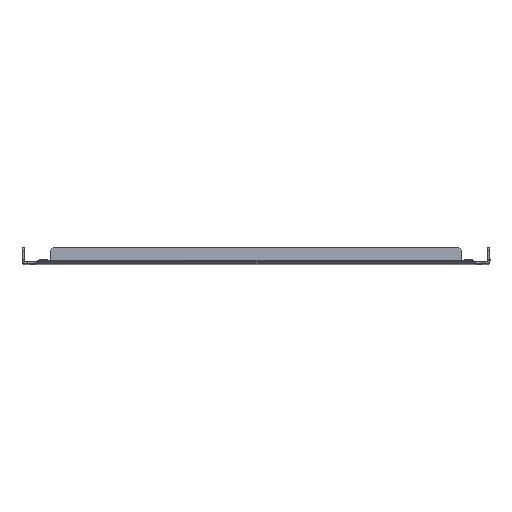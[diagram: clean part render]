
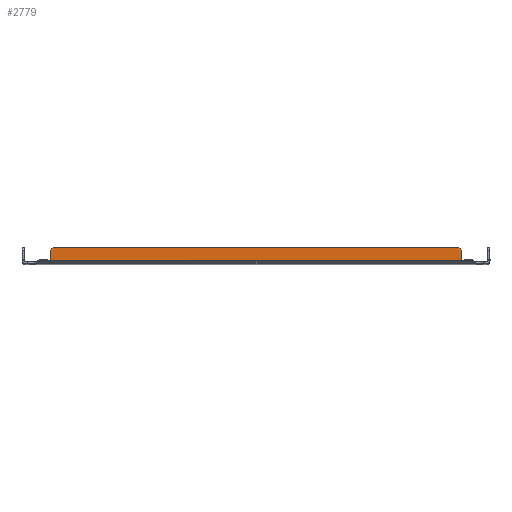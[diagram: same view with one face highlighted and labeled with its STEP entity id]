
A CAD part, top view. The second image highlights one B-rep face of the part: STEP entity #2779.
In plain terms, the highlighted planar face has unit normal (0, 0, 1).
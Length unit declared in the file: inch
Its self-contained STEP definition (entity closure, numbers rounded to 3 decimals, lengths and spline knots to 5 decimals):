
#83 = CARTESIAN_POINT ( 'NONE',  ( 9.74, 0.171, 17.085 ) ) ;
#124 = LINE ( 'NONE', #5751, #7620 ) ;
#173 = LINE ( 'NONE', #5745, #4060 ) ;
#289 = EDGE_CURVE ( 'NONE', #4748, #5303, #4102, .T. ) ;
#449 = CARTESIAN_POINT ( 'NONE',  ( -9.74, 0.171, 17.085 ) ) ;
#564 = PLANE ( 'NONE',  #2502 ) ;
#821 = VERTEX_POINT ( 'NONE', #1607 ) ;
#877 = EDGE_CURVE ( 'NONE', #4941, #6012, #173, .T. ) ;
#878 = VECTOR ( 'NONE', #6196, 39.37008 ) ;
#939 = CARTESIAN_POINT ( 'NONE',  ( 9.74656, 0.143, 17.085 ) ) ;
#1015 = LINE ( 'NONE', #3294, #1571 ) ;
#1117 = DIRECTION ( 'NONE',  ( 0., 1., 0. ) ) ;
#1124 = AXIS2_PLACEMENT_3D ( 'NONE', #3228, #4357, #3823 ) ;
#1183 = DIRECTION ( 'NONE',  ( -0.707, 0.707, 0. ) ) ;
#1414 = VECTOR ( 'NONE', #1183, 39.37008 ) ;
#1571 = VECTOR ( 'NONE', #2157, 39.37008 ) ;
#1607 = CARTESIAN_POINT ( 'NONE',  ( -9.74656, 0.143, 17.085 ) ) ;
#1644 = DIRECTION ( 'NONE',  ( 0., 0., -1. ) ) ;
#1926 = VERTEX_POINT ( 'NONE', #939 ) ;
#2157 = DIRECTION ( 'NONE',  ( -1., 0., 0. ) ) ;
#2231 = ORIENTED_EDGE ( 'NONE', *, *, #877, .T. ) ;
#2341 = DIRECTION ( 'NONE',  ( -0.707, -0.707, 0. ) ) ;
#2502 = AXIS2_PLACEMENT_3D ( 'NONE', #3116, #7260, #7290 ) ;
#2619 = CARTESIAN_POINT ( 'NONE',  ( -9.74, 0.625, 17.085 ) ) ;
#2730 = LINE ( 'NONE', #6760, #878 ) ;
#2779 = ADVANCED_FACE ( 'NONE', ( #5740 ), #564, .F. ) ;
#2900 = EDGE_CURVE ( 'NONE', #5303, #4941, #1015, .T. ) ;
#3116 = CARTESIAN_POINT ( 'NONE',  ( -11.664, 0.75, 17.085 ) ) ;
#3188 = ORIENTED_EDGE ( 'NONE', *, *, #6500, .F. ) ;
#3228 = CARTESIAN_POINT ( 'NONE',  ( -9.803, 0.171, 17.085 ) ) ;
#3294 = CARTESIAN_POINT ( 'NONE',  ( -11.664, 0.75, 17.085 ) ) ;
#3379 = VERTEX_POINT ( 'NONE', #83 ) ;
#3516 = CARTESIAN_POINT ( 'NONE',  ( 9.74, 0.625, 17.085 ) ) ;
#3823 = DIRECTION ( 'NONE',  ( 0., 1., 0. ) ) ;
#4060 = VECTOR ( 'NONE', #2341, 39.37008 ) ;
#4067 = CARTESIAN_POINT ( 'NONE',  ( -9.74, 0.171, 17.085 ) ) ;
#4102 = LINE ( 'NONE', #3516, #1414 ) ;
#4193 = EDGE_CURVE ( 'NONE', #3379, #4748, #124, .T. ) ;
#4204 = EDGE_CURVE ( 'NONE', #6012, #5022, #5582, .T. ) ;
#4222 = ORIENTED_EDGE ( 'NONE', *, *, #4831, .T. ) ;
#4357 = DIRECTION ( 'NONE',  ( 0., 0., -1. ) ) ;
#4472 = CARTESIAN_POINT ( 'NONE',  ( 9.615, 0.75, 17.085 ) ) ;
#4738 = VECTOR ( 'NONE', #7530, 39.37008 ) ;
#4748 = VERTEX_POINT ( 'NONE', #5875 ) ;
#4831 = EDGE_CURVE ( 'NONE', #5022, #821, #5204, .T. ) ;
#4863 = CIRCLE ( 'NONE', #7435, 0.063 ) ;
#4941 = VERTEX_POINT ( 'NONE', #6878 ) ;
#5022 = VERTEX_POINT ( 'NONE', #449 ) ;
#5204 = CIRCLE ( 'NONE', #1124, 0.063 ) ;
#5231 = ORIENTED_EDGE ( 'NONE', *, *, #6398, .T. ) ;
#5303 = VERTEX_POINT ( 'NONE', #4472 ) ;
#5582 = LINE ( 'NONE', #4067, #4738 ) ;
#5740 = FACE_OUTER_BOUND ( 'NONE', #7000, .T. ) ;
#5745 = CARTESIAN_POINT ( 'NONE',  ( -9.615, 0.75, 17.085 ) ) ;
#5751 = CARTESIAN_POINT ( 'NONE',  ( 9.74, 0.75, 17.085 ) ) ;
#5875 = CARTESIAN_POINT ( 'NONE',  ( 9.74, 0.625, 17.085 ) ) ;
#6012 = VERTEX_POINT ( 'NONE', #2619 ) ;
#6196 = DIRECTION ( 'NONE',  ( -1., 0., 0. ) ) ;
#6330 = ORIENTED_EDGE ( 'NONE', *, *, #2900, .T. ) ;
#6398 = EDGE_CURVE ( 'NONE', #1926, #3379, #4863, .T. ) ;
#6471 = ORIENTED_EDGE ( 'NONE', *, *, #289, .T. ) ;
#6479 = CARTESIAN_POINT ( 'NONE',  ( 9.803, 0.171, 17.085 ) ) ;
#6500 = EDGE_CURVE ( 'NONE', #1926, #821, #2730, .T. ) ;
#6657 = ORIENTED_EDGE ( 'NONE', *, *, #4204, .T. ) ;
#6760 = CARTESIAN_POINT ( 'NONE',  ( 10.37525, 0.143, 17.085 ) ) ;
#6878 = CARTESIAN_POINT ( 'NONE',  ( -9.615, 0.75, 17.085 ) ) ;
#7000 = EDGE_LOOP ( 'NONE', ( #3188, #5231, #7468, #6471, #6330, #2231, #6657, #4222 ) ) ;
#7060 = DIRECTION ( 'NONE',  ( 0., 1., 0. ) ) ;
#7260 = DIRECTION ( 'NONE',  ( 0., 0., -1. ) ) ;
#7290 = DIRECTION ( 'NONE',  ( 0., 1., 0. ) ) ;
#7435 = AXIS2_PLACEMENT_3D ( 'NONE', #6479, #1644, #7060 ) ;
#7468 = ORIENTED_EDGE ( 'NONE', *, *, #4193, .T. ) ;
#7530 = DIRECTION ( 'NONE',  ( 0., -1., 0. ) ) ;
#7620 = VECTOR ( 'NONE', #1117, 39.37008 ) ;
